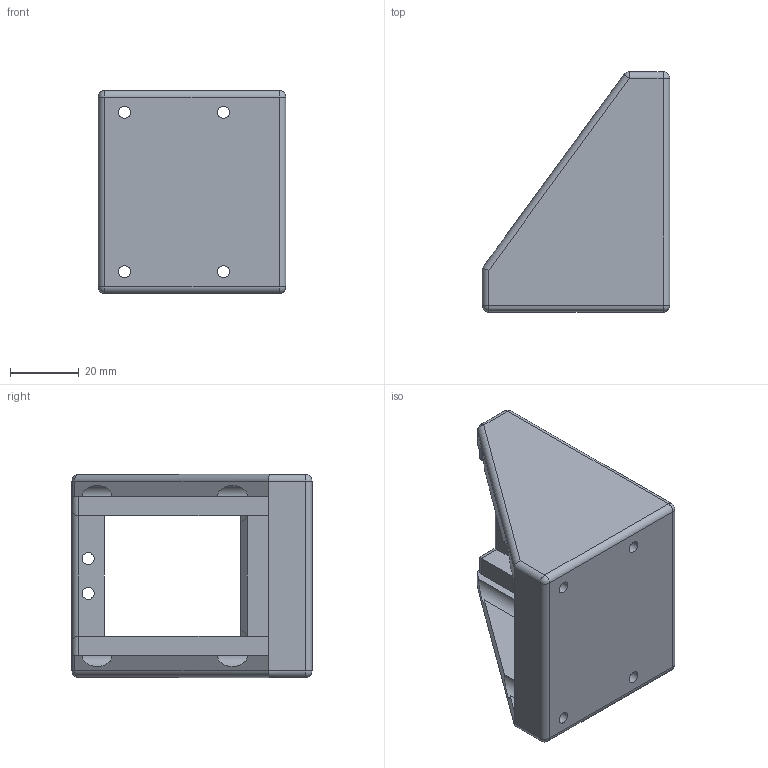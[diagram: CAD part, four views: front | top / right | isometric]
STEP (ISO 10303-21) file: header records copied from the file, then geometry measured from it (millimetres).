
FILE_DESCRIPTION(/* description */ (''),/* implementation_level */ '2;1');
FILE_NAME(/* name */ 'ServoMount3.stp',/* time_stamp */ '2018-05-03T16:17:12-04:00',/* author */ ('anirudh'),/* organization */ (''),/* preprocessor_version */ 'ST-DEVELOPER v16.13',/* originating_system */ 'Autodesk Inventor 2018',/* authorisation */ '');
FILE_SCHEMA (('AUTOMOTIVE_DESIGN { 1 0 10303 214 3 1 1 }'));
Length unit declared in the file: inch
Products named in the file (1): ServoMount2
Bounding box: 54.41 x 69.67 x 58.95 mm (x, y, z)
Volume: 76820.8 mm3; surface area: 21843.6 mm2
Topology: 1 solids, 3 shells, 92 faces, 220 edges, 135 vertices
Faces by surface type: plane 50, cylinder 34, sphere 8
Full cylindrical faces by diameter (mm): 3.5 x10
Entity records: 2622 total; most frequent: DIRECTION 455, CARTESIAN_POINT 432, ORIENTED_EDGE 414, EDGE_CURVE 207, AXIS2_PLACEMENT_3D 155, LINE 145, VECTOR 145, VERTEX_POINT 132
